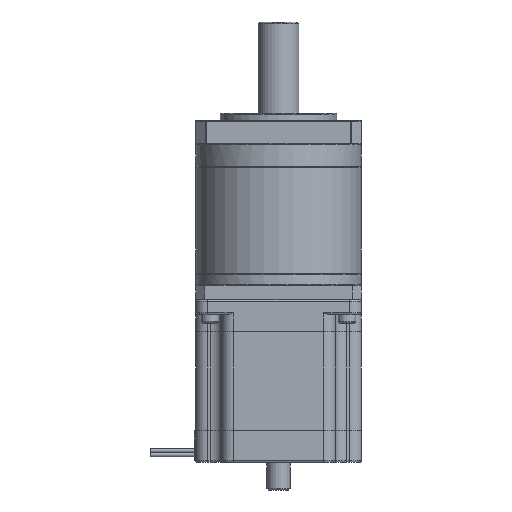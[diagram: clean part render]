
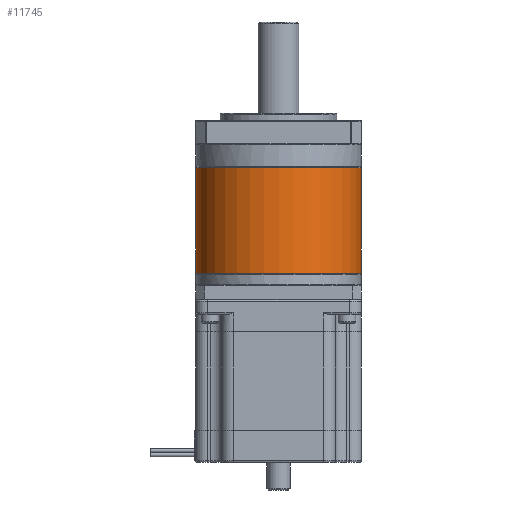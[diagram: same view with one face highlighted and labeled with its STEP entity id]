
A CAD part, front view. The second image highlights one B-rep face of the part: STEP entity #11745.
In plain terms, the highlighted cylindrical face has radius 28.5 mm (diameter 57 mm), a partial arc.
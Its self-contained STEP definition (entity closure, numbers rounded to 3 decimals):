
#1616 = VECTOR ( 'NONE', #11192, 1000. ) ;
#2386 = CARTESIAN_POINT ( 'NONE',  ( 28.5, 0., 101.45 ) ) ;
#2492 = ORIENTED_EDGE ( 'NONE', *, *, #28406, .T. ) ;
#2959 = ORIENTED_EDGE ( 'NONE', *, *, #4890, .T. ) ;
#3392 = VERTEX_POINT ( 'NONE', #8351 ) ;
#3495 = LINE ( 'NONE', #26220, #30471 ) ;
#4336 = EDGE_CURVE ( 'NONE', #8163, #29378, #3495, .T. ) ;
#4890 = EDGE_CURVE ( 'NONE', #21715, #8163, #25006, .T. ) ;
#6548 = CIRCLE ( 'NONE', #21425, 28.5 ) ;
#8163 = VERTEX_POINT ( 'NONE', #27605 ) ;
#8351 = CARTESIAN_POINT ( 'NONE',  ( 28.5, 0., 65.2 ) ) ;
#9261 = LINE ( 'NONE', #28798, #1616 ) ;
#11192 = DIRECTION ( 'NONE',  ( 0., 0., -1. ) ) ;
#11378 = FACE_OUTER_BOUND ( 'NONE', #16469, .T. ) ;
#11679 = DIRECTION ( 'NONE',  ( 0., 0., -1. ) ) ;
#11745 = ADVANCED_FACE ( 'NONE', ( #11378 ), #23020, .T. ) ;
#13892 = DIRECTION ( 'NONE',  ( -1., 0., 0. ) ) ;
#15390 = AXIS2_PLACEMENT_3D ( 'NONE', #34936, #29265, #23668 ) ;
#16469 = EDGE_LOOP ( 'NONE', ( #25015, #2959, #18358, #2492 ) ) ;
#18138 = CARTESIAN_POINT ( 'NONE',  ( -28.5, 0., 65.2 ) ) ;
#18358 = ORIENTED_EDGE ( 'NONE', *, *, #4336, .T. ) ;
#19153 = CARTESIAN_POINT ( 'NONE',  ( 0., 0., 101.45 ) ) ;
#19865 = DIRECTION ( 'NONE',  ( 1., 0., 0. ) ) ;
#20257 = AXIS2_PLACEMENT_3D ( 'NONE', #19153, #28221, #13892 ) ;
#21425 = AXIS2_PLACEMENT_3D ( 'NONE', #37116, #36867, #19865 ) ;
#21715 = VERTEX_POINT ( 'NONE', #2386 ) ;
#23020 = CYLINDRICAL_SURFACE ( 'NONE', #15390, 28.5 ) ;
#23668 = DIRECTION ( 'NONE',  ( -1., 0., 0. ) ) ;
#25006 = CIRCLE ( 'NONE', #20257, 28.5 ) ;
#25015 = ORIENTED_EDGE ( 'NONE', *, *, #26450, .F. ) ;
#26220 = CARTESIAN_POINT ( 'NONE',  ( -28.5, 0., 109.65 ) ) ;
#26450 = EDGE_CURVE ( 'NONE', #21715, #3392, #9261, .T. ) ;
#27605 = CARTESIAN_POINT ( 'NONE',  ( -28.5, 0., 101.45 ) ) ;
#28221 = DIRECTION ( 'NONE',  ( 0., 0., -1. ) ) ;
#28406 = EDGE_CURVE ( 'NONE', #29378, #3392, #6548, .T. ) ;
#28798 = CARTESIAN_POINT ( 'NONE',  ( 28.5, 0., 109.65 ) ) ;
#29265 = DIRECTION ( 'NONE',  ( 0., 0., -1. ) ) ;
#29378 = VERTEX_POINT ( 'NONE', #18138 ) ;
#30471 = VECTOR ( 'NONE', #11679, 1000. ) ;
#34936 = CARTESIAN_POINT ( 'NONE',  ( 0., 0., 109.65 ) ) ;
#36867 = DIRECTION ( 'NONE',  ( 0., 0., 1. ) ) ;
#37116 = CARTESIAN_POINT ( 'NONE',  ( 0., 0., 65.2 ) ) ;
